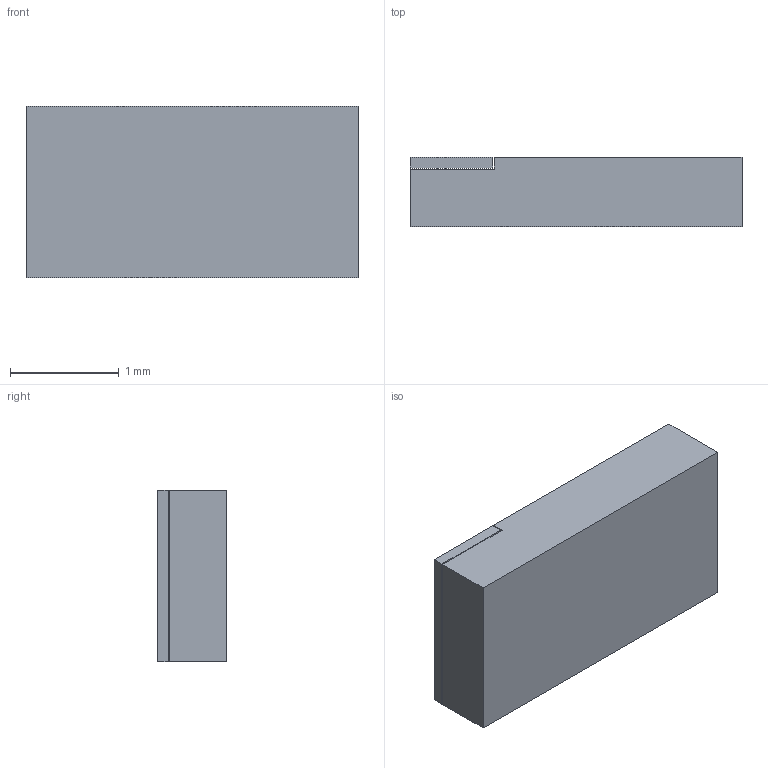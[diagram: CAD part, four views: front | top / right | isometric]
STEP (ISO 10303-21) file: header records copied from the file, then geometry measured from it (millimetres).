
FILE_DESCRIPTION((''),'2;1');
FILE_NAME('CHF1206CNT','2012-08-17T',('ryans'),('Bourns, Inc.'),'PRO/ENGINEER BY PARAMETRIC TECHNOLOGY CORPORATION, 2010100','PRO/ENGINEER BY PARAMETRIC TECHNOLOGY CORPORATION, 2010100','');
FILE_SCHEMA(('CONFIG_CONTROL_DESIGN'));
Length unit declared in the file: millimetre
Products named in the file (1): CHF1206CNT
Bounding box: 3.05 x 0.64 x 1.57 mm (x, y, z)
Volume: 3 mm3; surface area: 18.2 mm2
Topology: 2 solids, 2 shells, 14 faces, 30 edges, 20 vertices
Faces by surface type: plane 14
Entity records: 410 total; most frequent: CARTESIAN_POINT 64, ORIENTED_EDGE 60, DIRECTION 58, VECTOR 30, LINE 30, EDGE_CURVE 30, VERTEX_POINT 20, AXIS2_PLACEMENT_3D 14
